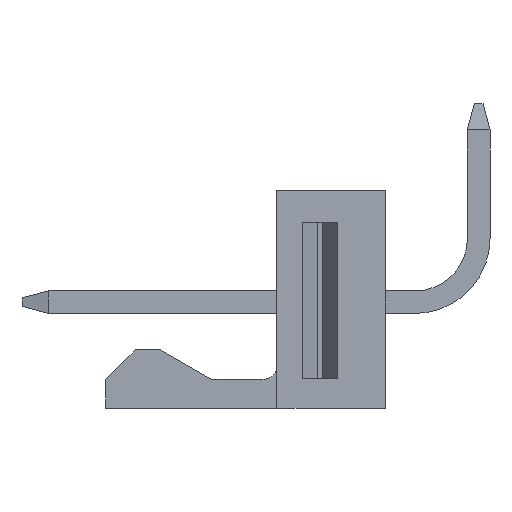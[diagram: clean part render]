
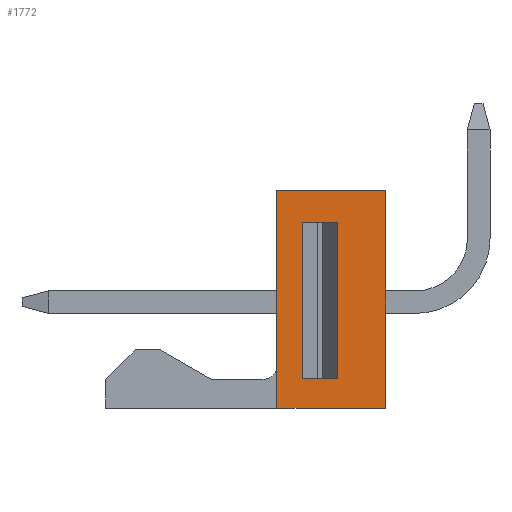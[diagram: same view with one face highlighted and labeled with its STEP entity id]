
A CAD part, left-side view. The second image highlights one B-rep face of the part: STEP entity #1772.
In plain terms, the highlighted planar face has unit normal (-1, 0, 0).
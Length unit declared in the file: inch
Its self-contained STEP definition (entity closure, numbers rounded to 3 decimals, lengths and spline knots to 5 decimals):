
#1=DIRECTION('',(0.,-1.,0.));
#2=VECTOR('',#1,0.125);
#3=CARTESIAN_POINT('',(-0.197,0.0625,0.125));
#4=LINE('',#3,#2);
#5=DIRECTION('',(0.,0.,-1.));
#6=VECTOR('',#5,0.25);
#7=CARTESIAN_POINT('',(-0.197,-0.0625,0.125));
#8=LINE('',#7,#6);
#9=DIRECTION('',(0.,1.,0.));
#10=VECTOR('',#9,0.125);
#11=CARTESIAN_POINT('',(-0.197,-0.0625,-0.125));
#12=LINE('',#11,#10);
#13=DIRECTION('',(0.,0.,1.));
#14=VECTOR('',#13,0.25);
#15=CARTESIAN_POINT('',(-0.197,0.0625,-0.125));
#16=LINE('',#15,#14);
#17=DIRECTION('',(0.,0.,1.));
#18=VECTOR('',#17,0.18);
#19=CARTESIAN_POINT('',(-0.197,0.0325,-0.091));
#20=LINE('',#19,#18);
#21=DIRECTION('',(0.,1.,0.));
#22=VECTOR('',#21,0.04);
#23=CARTESIAN_POINT('',(-0.197,-0.0075,-0.091));
#24=LINE('',#23,#22);
#25=DIRECTION('',(0.,0.,-1.));
#26=VECTOR('',#25,0.18);
#27=CARTESIAN_POINT('',(-0.197,-0.0075,0.089));
#28=LINE('',#27,#26);
#29=DIRECTION('',(0.,-1.,0.));
#30=VECTOR('',#29,0.04);
#31=CARTESIAN_POINT('',(-0.197,0.0325,0.089));
#32=LINE('',#31,#30);
#1331=CARTESIAN_POINT('',(-0.197,0.0625,0.125));
#1332=CARTESIAN_POINT('',(-0.197,-0.0625,0.125));
#1333=VERTEX_POINT('',#1331);
#1334=VERTEX_POINT('',#1332);
#1335=CARTESIAN_POINT('',(-0.197,-0.0625,-0.125));
#1336=VERTEX_POINT('',#1335);
#1337=CARTESIAN_POINT('',(-0.197,0.0625,-0.125));
#1338=VERTEX_POINT('',#1337);
#1467=CARTESIAN_POINT('',(-0.197,0.0325,0.089));
#1469=VERTEX_POINT('',#1467);
#1473=CARTESIAN_POINT('',(-0.197,0.0325,-0.091));
#1474=VERTEX_POINT('',#1473);
#1475=CARTESIAN_POINT('',(-0.197,-0.0075,-0.091));
#1477=VERTEX_POINT('',#1475);
#1481=CARTESIAN_POINT('',(-0.197,-0.0075,0.089));
#1482=VERTEX_POINT('',#1481);
#1747=CARTESIAN_POINT('',(-0.197,0.,0.));
#1748=DIRECTION('',(1.,0.,0.));
#1749=DIRECTION('',(0.,0.,-1.));
#1750=AXIS2_PLACEMENT_3D('',#1747,#1748,#1749);
#1751=PLANE('',#1750);
#1753=ORIENTED_EDGE('',*,*,#1752,.T.);
#1755=ORIENTED_EDGE('',*,*,#1754,.T.);
#1757=ORIENTED_EDGE('',*,*,#1756,.T.);
#1759=ORIENTED_EDGE('',*,*,#1758,.T.);
#1760=EDGE_LOOP('',(#1753,#1755,#1757,#1759));
#1761=FACE_OUTER_BOUND('',#1760,.F.);
#1763=ORIENTED_EDGE('',*,*,#1762,.F.);
#1765=ORIENTED_EDGE('',*,*,#1764,.F.);
#1767=ORIENTED_EDGE('',*,*,#1766,.F.);
#1769=ORIENTED_EDGE('',*,*,#1768,.F.);
#1770=EDGE_LOOP('',(#1763,#1765,#1767,#1769));
#1771=FACE_BOUND('',#1770,.F.);
#1772=ADVANCED_FACE('',(#1761,#1771),#1751,.F.);
#1752=EDGE_CURVE('',#1333,#1334,#4,.T.);
#1754=EDGE_CURVE('',#1334,#1336,#8,.T.);
#1756=EDGE_CURVE('',#1336,#1338,#12,.T.);
#1758=EDGE_CURVE('',#1338,#1333,#16,.T.);
#1762=EDGE_CURVE('',#1474,#1469,#20,.T.);
#1764=EDGE_CURVE('',#1477,#1474,#24,.T.);
#1766=EDGE_CURVE('',#1482,#1477,#28,.T.);
#1768=EDGE_CURVE('',#1469,#1482,#32,.T.);
